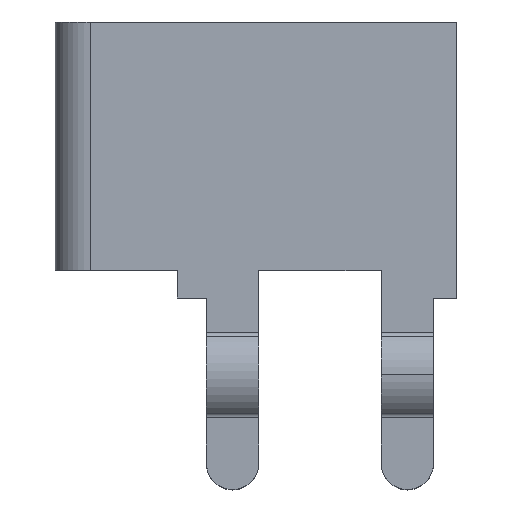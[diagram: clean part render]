
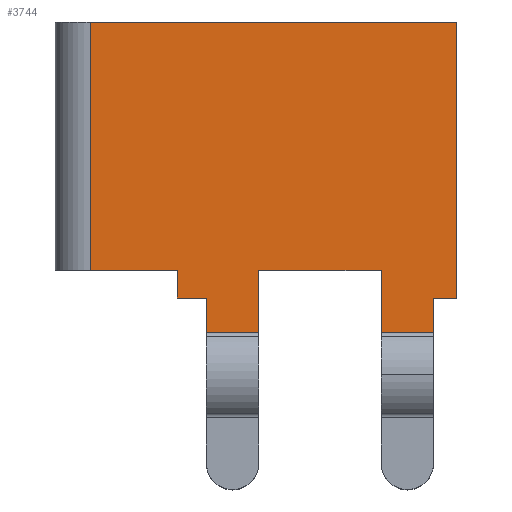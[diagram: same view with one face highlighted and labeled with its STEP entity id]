
A CAD part, top view. The second image highlights one B-rep face of the part: STEP entity #3744.
In plain terms, the highlighted planar face has unit normal (0, 0, 1).
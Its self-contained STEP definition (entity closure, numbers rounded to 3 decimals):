
#10 = EDGE_CURVE ( 'NONE', #395, #1597, #1027, .T. ) ;
#59 = ORIENTED_EDGE ( 'NONE', *, *, #3874, .F. ) ;
#65 = LINE ( 'NONE', #5915, #1945 ) ;
#110 = EDGE_LOOP ( 'NONE', ( #4158, #2812, #1763, #1398, #904, #1224, #59, #1230, #6370, #6286, #5438, #4448, #3116, #1838 ) ) ;
#144 = VECTOR ( 'NONE', #3778, 1000. ) ;
#325 = EDGE_CURVE ( 'NONE', #1065, #4292, #1652, .T. ) ;
#395 = VERTEX_POINT ( 'NONE', #513 ) ;
#507 = EDGE_CURVE ( 'NONE', #395, #3220, #3019, .T. ) ;
#513 = CARTESIAN_POINT ( 'NONE',  ( 5.08, -0.975, 4.15 ) ) ;
#572 = VERTEX_POINT ( 'NONE', #3731 ) ;
#604 = CARTESIAN_POINT ( 'NONE',  ( 0.08, -0.975, 4.15 ) ) ;
#644 = EDGE_CURVE ( 'NONE', #4633, #2900, #3188, .T. ) ;
#714 = DIRECTION ( 'NONE',  ( 0., -1., 0. ) ) ;
#781 = LINE ( 'NONE', #2814, #3016 ) ;
#829 = CARTESIAN_POINT ( 'NONE',  ( 5.75, 7.9, 4.15 ) ) ;
#855 = CARTESIAN_POINT ( 'NONE',  ( -4.75, 7.9, 4.15 ) ) ;
#864 = EDGE_CURVE ( 'NONE', #5548, #4633, #6021, .T. ) ;
#904 = ORIENTED_EDGE ( 'NONE', *, *, #507, .T. ) ;
#974 = DIRECTION ( 'NONE',  ( -1., 0., 0. ) ) ;
#985 = CARTESIAN_POINT ( 'NONE',  ( 5.08, -0.975, 4.15 ) ) ;
#1019 = AXIS2_PLACEMENT_3D ( 'NONE', #3460, #2931, #974 ) ;
#1027 = LINE ( 'NONE', #985, #6110 ) ;
#1065 = VERTEX_POINT ( 'NONE', #855 ) ;
#1117 = EDGE_CURVE ( 'NONE', #5164, #2900, #781, .T. ) ;
#1178 = EDGE_CURVE ( 'NONE', #3220, #3637, #3179, .T. ) ;
#1200 = DIRECTION ( 'NONE',  ( 0., -1., 0. ) ) ;
#1224 = ORIENTED_EDGE ( 'NONE', *, *, #1178, .T. ) ;
#1230 = ORIENTED_EDGE ( 'NONE', *, *, #2030, .F. ) ;
#1398 = ORIENTED_EDGE ( 'NONE', *, *, #10, .F. ) ;
#1497 = LINE ( 'NONE', #3608, #4647 ) ;
#1584 = DIRECTION ( 'NONE',  ( 0., -1., 0. ) ) ;
#1597 = VERTEX_POINT ( 'NONE', #4408 ) ;
#1612 = EDGE_CURVE ( 'NONE', #5548, #1597, #1497, .T. ) ;
#1652 = LINE ( 'NONE', #3674, #4132 ) ;
#1718 = CARTESIAN_POINT ( 'NONE',  ( -1.42, 0., 4.15 ) ) ;
#1763 = ORIENTED_EDGE ( 'NONE', *, *, #1612, .T. ) ;
#1786 = LINE ( 'NONE', #3085, #4721 ) ;
#1794 = DIRECTION ( 'NONE',  ( 1., 0., 0. ) ) ;
#1838 = ORIENTED_EDGE ( 'NONE', *, *, #1117, .T. ) ;
#1945 = VECTOR ( 'NONE', #3472, 1000. ) ;
#2030 = EDGE_CURVE ( 'NONE', #1065, #5713, #65, .T. ) ;
#2198 = VERTEX_POINT ( 'NONE', #2201 ) ;
#2201 = CARTESIAN_POINT ( 'NONE',  ( -2.25, 0., 4.15 ) ) ;
#2248 = LINE ( 'NONE', #4470, #5272 ) ;
#2288 = CARTESIAN_POINT ( 'NONE',  ( -4.75, 0., 4.15 ) ) ;
#2370 = EDGE_CURVE ( 'NONE', #2198, #5002, #2401, .T. ) ;
#2401 = LINE ( 'NONE', #2288, #144 ) ;
#2500 = CARTESIAN_POINT ( 'NONE',  ( -4.75, 0.8, 4.15 ) ) ;
#2546 = DIRECTION ( 'NONE',  ( 0., -1., 0. ) ) ;
#2630 = FACE_OUTER_BOUND ( 'NONE', #110, .T. ) ;
#2767 = CARTESIAN_POINT ( 'NONE',  ( -4.75, 0.8, 4.15 ) ) ;
#2812 = ORIENTED_EDGE ( 'NONE', *, *, #864, .F. ) ;
#2814 = CARTESIAN_POINT ( 'NONE',  ( -1.42, -0.975, 4.15 ) ) ;
#2900 = VERTEX_POINT ( 'NONE', #604 ) ;
#2912 = CARTESIAN_POINT ( 'NONE',  ( -1.42, -0.975, 4.15 ) ) ;
#2931 = DIRECTION ( 'NONE',  ( 0., 0., -1. ) ) ;
#2999 = LINE ( 'NONE', #2767, #5634 ) ;
#3016 = VECTOR ( 'NONE', #1794, 1000. ) ;
#3019 = LINE ( 'NONE', #5631, #3105 ) ;
#3085 = CARTESIAN_POINT ( 'NONE',  ( 5.75, 7.9, 4.15 ) ) ;
#3105 = VECTOR ( 'NONE', #5726, 1000. ) ;
#3116 = ORIENTED_EDGE ( 'NONE', *, *, #4632, .T. ) ;
#3179 = LINE ( 'NONE', #5747, #4969 ) ;
#3188 = LINE ( 'NONE', #4151, #4423 ) ;
#3220 = VERTEX_POINT ( 'NONE', #3753 ) ;
#3246 = LINE ( 'NONE', #1718, #5188 ) ;
#3460 = CARTESIAN_POINT ( 'NONE',  ( -4.75, 7.9, 4.15 ) ) ;
#3472 = DIRECTION ( 'NONE',  ( 1., 0., 0. ) ) ;
#3511 = EDGE_CURVE ( 'NONE', #2198, #572, #2248, .T. ) ;
#3608 = CARTESIAN_POINT ( 'NONE',  ( 3.58, 7.9, 4.15 ) ) ;
#3637 = VERTEX_POINT ( 'NONE', #5982 ) ;
#3674 = CARTESIAN_POINT ( 'NONE',  ( -4.75, 7.9, 4.15 ) ) ;
#3731 = CARTESIAN_POINT ( 'NONE',  ( -2.25, 0.8, 4.15 ) ) ;
#3739 = DIRECTION ( 'NONE',  ( 0., -1., 0. ) ) ;
#3744 = ADVANCED_FACE ( 'NONE', ( #2630 ), #5928, .F. ) ;
#3753 = CARTESIAN_POINT ( 'NONE',  ( 5.08, 0., 4.15 ) ) ;
#3778 = DIRECTION ( 'NONE',  ( 1., 0., 0. ) ) ;
#3874 = EDGE_CURVE ( 'NONE', #5713, #3637, #1786, .T. ) ;
#3921 = DIRECTION ( 'NONE',  ( 1., 0., 0. ) ) ;
#4132 = VECTOR ( 'NONE', #1200, 1000. ) ;
#4151 = CARTESIAN_POINT ( 'NONE',  ( 0.08, 7.9, 4.15 ) ) ;
#4158 = ORIENTED_EDGE ( 'NONE', *, *, #644, .F. ) ;
#4292 = VERTEX_POINT ( 'NONE', #2500 ) ;
#4398 = DIRECTION ( 'NONE',  ( -1., 0., 0. ) ) ;
#4408 = CARTESIAN_POINT ( 'NONE',  ( 3.58, -0.975, 4.15 ) ) ;
#4423 = VECTOR ( 'NONE', #714, 1000. ) ;
#4448 = ORIENTED_EDGE ( 'NONE', *, *, #2370, .T. ) ;
#4470 = CARTESIAN_POINT ( 'NONE',  ( -2.25, 7.9, 4.15 ) ) ;
#4513 = DIRECTION ( 'NONE',  ( 0., 1., 0. ) ) ;
#4632 = EDGE_CURVE ( 'NONE', #5002, #5164, #3246, .T. ) ;
#4633 = VERTEX_POINT ( 'NONE', #6184 ) ;
#4647 = VECTOR ( 'NONE', #1584, 1000. ) ;
#4721 = VECTOR ( 'NONE', #2546, 1000. ) ;
#4881 = DIRECTION ( 'NONE',  ( -1., 0., 0. ) ) ;
#4969 = VECTOR ( 'NONE', #3921, 1000. ) ;
#4978 = EDGE_CURVE ( 'NONE', #572, #4292, #2999, .T. ) ;
#5002 = VERTEX_POINT ( 'NONE', #5720 ) ;
#5042 = VECTOR ( 'NONE', #4881, 1000. ) ;
#5164 = VERTEX_POINT ( 'NONE', #2912 ) ;
#5188 = VECTOR ( 'NONE', #3739, 1000. ) ;
#5272 = VECTOR ( 'NONE', #4513, 1000. ) ;
#5406 = CARTESIAN_POINT ( 'NONE',  ( -4.75, 0.8, 4.15 ) ) ;
#5438 = ORIENTED_EDGE ( 'NONE', *, *, #3511, .F. ) ;
#5548 = VERTEX_POINT ( 'NONE', #5741 ) ;
#5631 = CARTESIAN_POINT ( 'NONE',  ( 5.08, -0.975, 4.15 ) ) ;
#5634 = VECTOR ( 'NONE', #5697, 1000. ) ;
#5697 = DIRECTION ( 'NONE',  ( -1., 0., 0. ) ) ;
#5713 = VERTEX_POINT ( 'NONE', #829 ) ;
#5720 = CARTESIAN_POINT ( 'NONE',  ( -1.42, 0., 4.15 ) ) ;
#5726 = DIRECTION ( 'NONE',  ( 0., 1., 0. ) ) ;
#5741 = CARTESIAN_POINT ( 'NONE',  ( 3.58, 0.8, 4.15 ) ) ;
#5747 = CARTESIAN_POINT ( 'NONE',  ( -4.75, 0., 4.15 ) ) ;
#5915 = CARTESIAN_POINT ( 'NONE',  ( -4.75, 7.9, 4.15 ) ) ;
#5928 = PLANE ( 'NONE',  #1019 ) ;
#5982 = CARTESIAN_POINT ( 'NONE',  ( 5.75, 0., 4.15 ) ) ;
#6021 = LINE ( 'NONE', #5406, #5042 ) ;
#6110 = VECTOR ( 'NONE', #4398, 1000. ) ;
#6184 = CARTESIAN_POINT ( 'NONE',  ( 0.08, 0.8, 4.15 ) ) ;
#6286 = ORIENTED_EDGE ( 'NONE', *, *, #4978, .F. ) ;
#6370 = ORIENTED_EDGE ( 'NONE', *, *, #325, .T. ) ;
